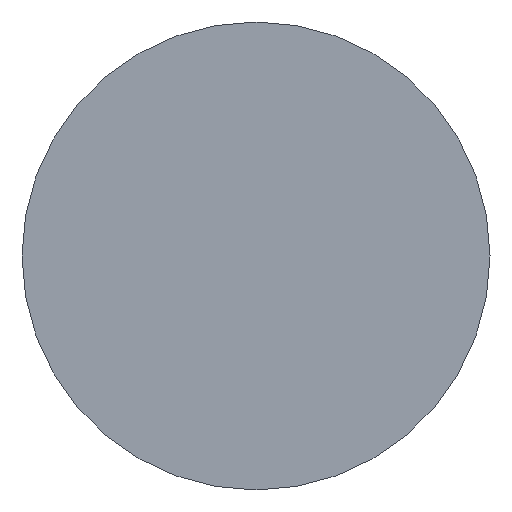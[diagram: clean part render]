
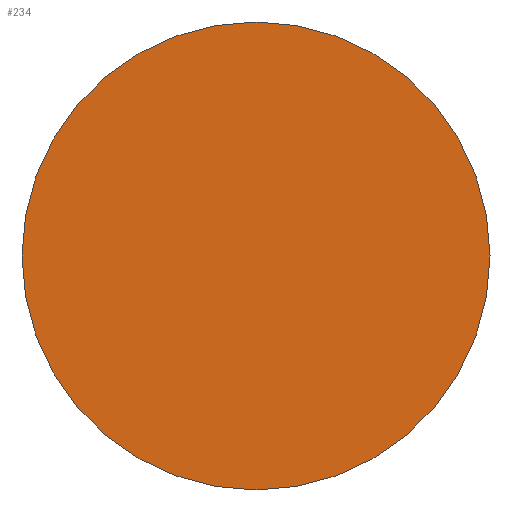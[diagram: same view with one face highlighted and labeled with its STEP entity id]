
A CAD part, front view. The second image highlights one B-rep face of the part: STEP entity #234.
In plain terms, the highlighted planar face has unit normal (0, -1, 0).
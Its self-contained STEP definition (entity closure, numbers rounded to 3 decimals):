
#234=ADVANCED_FACE('',(#256),#254,.T.);
#254=PLANE('',#392);
#256=FACE_OUTER_BOUND('',#257,.T.);
#257=EDGE_LOOP('',(#295));
#295=ORIENTED_EDGE('',*,*,#353,.F.);
#333=VERTEX_POINT('',#506);
#353=EDGE_CURVE('',#333,#333,#372,.T.);
#372=CIRCLE('',#391,2.25);
#391=AXIS2_PLACEMENT_3D('',#505,#430,#431);
#392=AXIS2_PLACEMENT_3D('',#507,#432,#433);
#430=DIRECTION('',(0.,1.,0.));
#431=DIRECTION('',(1.,0.,0.));
#432=DIRECTION('',(0.,-1.,0.));
#433=DIRECTION('',(0.,0.,1.));
#505=CARTESIAN_POINT('',(-1.563,-5.68,0.));
#506=CARTESIAN_POINT('',(0.687,-5.68,0.));
#507=CARTESIAN_POINT('',(0.912,-5.68,-2.475));
